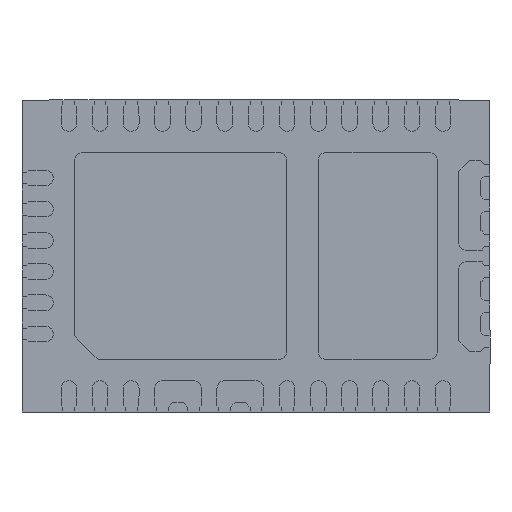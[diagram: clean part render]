
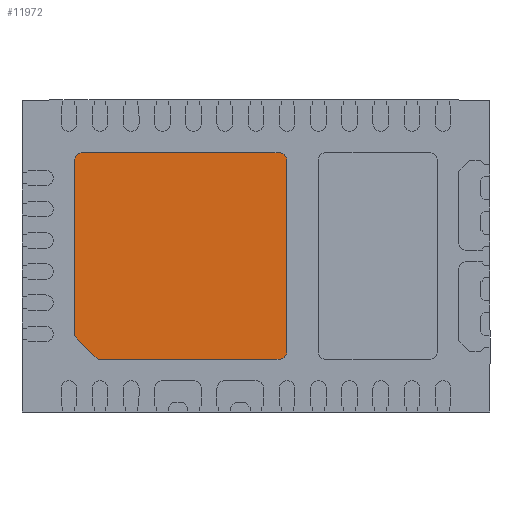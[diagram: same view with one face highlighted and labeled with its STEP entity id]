
A CAD part, front view. The second image highlights one B-rep face of the part: STEP entity #11972.
In plain terms, the highlighted planar face has unit normal (0, -1, 0).
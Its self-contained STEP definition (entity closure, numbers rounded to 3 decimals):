
#593 = CARTESIAN_POINT ( 'NONE',  ( 0.295, 0., 1.325 ) ) ;
#1306 = VECTOR ( 'NONE', #21546, 1000. ) ;
#1318 = EDGE_CURVE ( 'NONE', #10070, #20109, #23052, .T. ) ;
#1445 = VERTEX_POINT ( 'NONE', #5128 ) ;
#1796 = ORIENTED_EDGE ( 'NONE', *, *, #1318, .T. ) ;
#1956 = DIRECTION ( 'NONE',  ( 0., 0., 1. ) ) ;
#2007 = CIRCLE ( 'NONE', #16032, 0.1 ) ;
#2152 = FACE_OUTER_BOUND ( 'NONE', #10833, .T. ) ;
#3438 = EDGE_CURVE ( 'NONE', #20827, #1445, #2007, .T. ) ;
#3903 = DIRECTION ( 'NONE',  ( 1., 0., 0. ) ) ;
#4025 = CARTESIAN_POINT ( 'NONE',  ( 0.395, 0., 1.225 ) ) ;
#4503 = VECTOR ( 'NONE', #17680, 1000. ) ;
#4925 = VECTOR ( 'NONE', #3903, 1000. ) ;
#5128 = CARTESIAN_POINT ( 'NONE',  ( 0.395, 0., -1.225 ) ) ;
#5285 = CARTESIAN_POINT ( 'NONE',  ( -2.025, 0., -1.325 ) ) ;
#5908 = LINE ( 'NONE', #19314, #22057 ) ;
#6131 = EDGE_CURVE ( 'NONE', #20109, #9758, #12049, .T. ) ;
#6133 = VECTOR ( 'NONE', #23580, 1000. ) ;
#6379 = VERTEX_POINT ( 'NONE', #15738 ) ;
#7161 = EDGE_CURVE ( 'NONE', #6379, #20827, #14801, .T. ) ;
#7298 = VERTEX_POINT ( 'NONE', #4025 ) ;
#7674 = CARTESIAN_POINT ( 'NONE',  ( 0.295, 0., -1.225 ) ) ;
#7882 = LINE ( 'NONE', #23172, #1306 ) ;
#7983 = CARTESIAN_POINT ( 'NONE',  ( 0.295, 0., -1.225 ) ) ;
#9758 = VERTEX_POINT ( 'NONE', #13601 ) ;
#10070 = VERTEX_POINT ( 'NONE', #11572 ) ;
#10771 = DIRECTION ( 'NONE',  ( 0., 0., 1. ) ) ;
#10833 = EDGE_LOOP ( 'NONE', ( #23565, #16126, #12636, #22305, #1796, #24529, #16045, #13336 ) ) ;
#11014 = CARTESIAN_POINT ( 'NONE',  ( 0.295, 0., 1.225 ) ) ;
#11519 = DIRECTION ( 'NONE',  ( 0., -1., 0. ) ) ;
#11572 = CARTESIAN_POINT ( 'NONE',  ( -2.225, 0., 1.325 ) ) ;
#11972 = ADVANCED_FACE ( 'NONE', ( #2152 ), #15583, .F. ) ;
#12049 = LINE ( 'NONE', #23553, #4503 ) ;
#12436 = EDGE_CURVE ( 'NONE', #9758, #6379, #5908, .T. ) ;
#12636 = ORIENTED_EDGE ( 'NONE', *, *, #16579, .T. ) ;
#13336 = ORIENTED_EDGE ( 'NONE', *, *, #7161, .T. ) ;
#13436 = DIRECTION ( 'NONE',  ( 0.707, 0., -0.707 ) ) ;
#13601 = CARTESIAN_POINT ( 'NONE',  ( -2.325, 0., -1.025 ) ) ;
#14767 = DIRECTION ( 'NONE',  ( 0., -1., 0. ) ) ;
#14801 = LINE ( 'NONE', #5285, #4925 ) ;
#15583 = PLANE ( 'NONE',  #18048 ) ;
#15738 = CARTESIAN_POINT ( 'NONE',  ( -2.025, 0., -1.325 ) ) ;
#16032 = AXIS2_PLACEMENT_3D ( 'NONE', #7983, #11519, #1956 ) ;
#16045 = ORIENTED_EDGE ( 'NONE', *, *, #12436, .T. ) ;
#16126 = ORIENTED_EDGE ( 'NONE', *, *, #23425, .T. ) ;
#16579 = EDGE_CURVE ( 'NONE', #7298, #19783, #16602, .T. ) ;
#16602 = CIRCLE ( 'NONE', #22218, 0.1 ) ;
#17465 = LINE ( 'NONE', #17581, #6133 ) ;
#17581 = CARTESIAN_POINT ( 'NONE',  ( 0.395, 0., 1.225 ) ) ;
#17632 = CARTESIAN_POINT ( 'NONE',  ( -2.325, 0., 1.225 ) ) ;
#17680 = DIRECTION ( 'NONE',  ( 0., 0., -1. ) ) ;
#17682 = EDGE_CURVE ( 'NONE', #19783, #10070, #7882, .T. ) ;
#18048 = AXIS2_PLACEMENT_3D ( 'NONE', #7674, #23342, #23221 ) ;
#19314 = CARTESIAN_POINT ( 'NONE',  ( -2.325, 0., -1.025 ) ) ;
#19783 = VERTEX_POINT ( 'NONE', #593 ) ;
#20050 = DIRECTION ( 'NONE',  ( 0., -1., 0. ) ) ;
#20109 = VERTEX_POINT ( 'NONE', #17632 ) ;
#20532 = DIRECTION ( 'NONE',  ( 0., 0., -1. ) ) ;
#20827 = VERTEX_POINT ( 'NONE', #20956 ) ;
#20956 = CARTESIAN_POINT ( 'NONE',  ( 0.295, 0., -1.325 ) ) ;
#21546 = DIRECTION ( 'NONE',  ( -1., 0., 0. ) ) ;
#22057 = VECTOR ( 'NONE', #13436, 1000. ) ;
#22170 = CARTESIAN_POINT ( 'NONE',  ( -2.225, 0., 1.225 ) ) ;
#22218 = AXIS2_PLACEMENT_3D ( 'NONE', #11014, #14767, #20532 ) ;
#22255 = AXIS2_PLACEMENT_3D ( 'NONE', #22170, #20050, #10771 ) ;
#22305 = ORIENTED_EDGE ( 'NONE', *, *, #17682, .T. ) ;
#23052 = CIRCLE ( 'NONE', #22255, 0.1 ) ;
#23172 = CARTESIAN_POINT ( 'NONE',  ( -2.225, 0., 1.325 ) ) ;
#23221 = DIRECTION ( 'NONE',  ( 0., 0., 1. ) ) ;
#23342 = DIRECTION ( 'NONE',  ( 0., 1., 0. ) ) ;
#23425 = EDGE_CURVE ( 'NONE', #1445, #7298, #17465, .T. ) ;
#23553 = CARTESIAN_POINT ( 'NONE',  ( -2.325, 0., 1.225 ) ) ;
#23565 = ORIENTED_EDGE ( 'NONE', *, *, #3438, .T. ) ;
#23580 = DIRECTION ( 'NONE',  ( 0., 0., 1. ) ) ;
#24529 = ORIENTED_EDGE ( 'NONE', *, *, #6131, .T. ) ;
